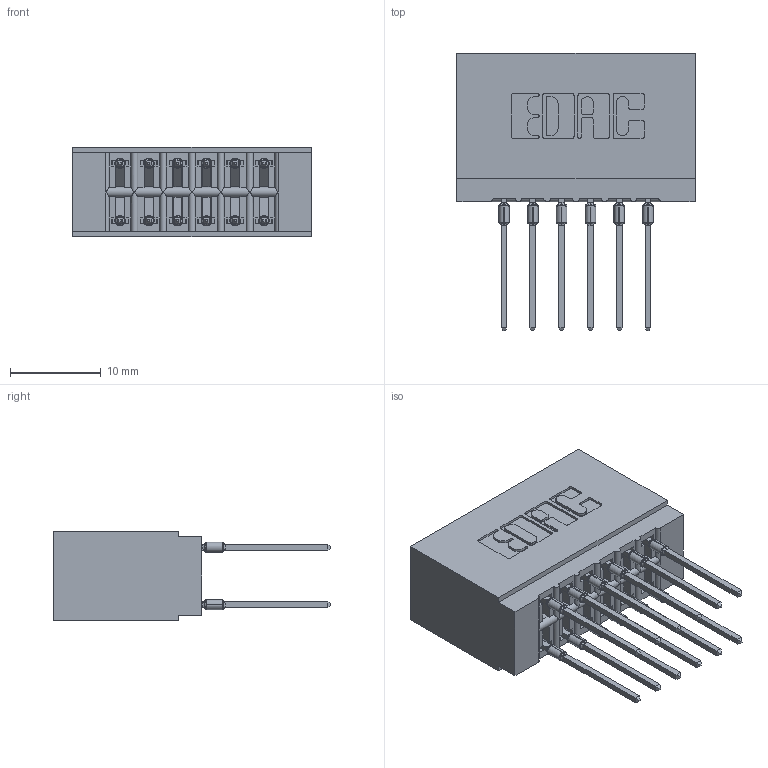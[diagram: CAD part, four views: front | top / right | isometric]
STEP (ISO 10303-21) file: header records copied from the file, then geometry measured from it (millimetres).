
FILE_DESCRIPTION (( 'STEP AP203' ), '1' );
FILE_NAME ('746-012-545-601.STEP', '2026-02-26T21:17:07', ( '' ), ( '' ), 'SwSTEP 2.0', 'SolidWorks 2023', '' );
FILE_SCHEMA (( 'CONFIG_CONTROL_DESIGN' ));
Length unit declared in the file: millimetre
Products named in the file (3): 746 Part_.340 Slot Depth - 01; 746-012-545-601; 746-292-001_545
Assembly tree (13 placements, depth 2):
  746-012-545-601
    746 Part_.340 Slot Depth - 01
    746-292-001_545  x12
Bounding box: 26.29 x 30.59 x 9.91 mm (x, y, z)
Volume: 3267.9 mm3; surface area: 4330.3 mm2
Topology: 13 solids, 13 shells, 1171 faces, 3215 edges, 2053 vertices
Faces by surface type: plane 607, cylinder 252, bspline 240, torus 72
Entity records: 14337 total; most frequent: CARTESIAN_POINT 3165, ORIENTED_EDGE 2360, DIRECTION 2032, EDGE_CURVE 1180, LINE 936, VECTOR 936, VERTEX_POINT 777, AXIS2_PLACEMENT_3D 548
